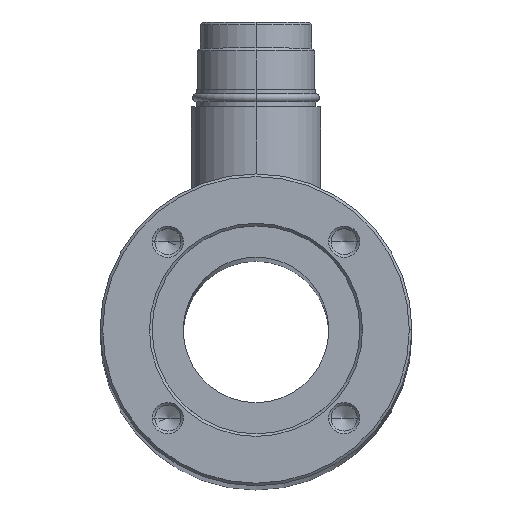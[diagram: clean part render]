
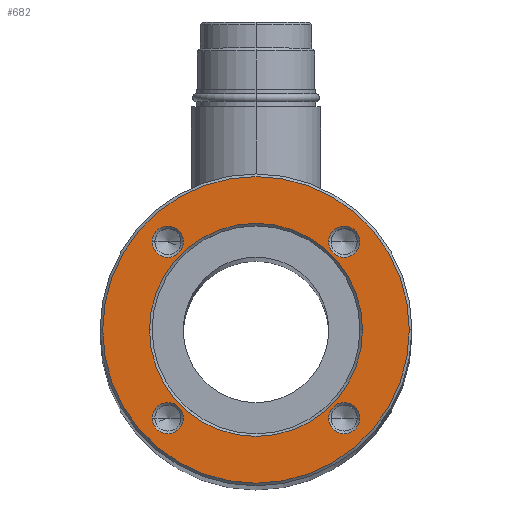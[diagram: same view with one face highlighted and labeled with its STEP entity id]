
A CAD part, top view. The second image highlights one B-rep face of the part: STEP entity #682.
In plain terms, the highlighted planar face has unit normal (0, 0, 1).
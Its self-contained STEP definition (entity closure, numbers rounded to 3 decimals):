
#202 = VERTEX_POINT ( 'NONE', #1435 ) ;
#207 = VERTEX_POINT ( 'NONE', #1321 ) ;
#222 = VERTEX_POINT ( 'NONE', #1653 ) ;
#226 = EDGE_CURVE ( 'NONE', #202, #222, #1614, .T. ) ;
#256 = VERTEX_POINT ( 'NONE', #1615 ) ;
#264 = VERTEX_POINT ( 'NONE', #1565 ) ;
#310 = ORIENTED_EDGE ( 'NONE', *, *, #311, .T. ) ;
#311 = EDGE_CURVE ( 'NONE', #349, #412, #1751, .T. ) ;
#312 = EDGE_LOOP ( 'NONE', ( #313, #314 ) ) ;
#313 = ORIENTED_EDGE ( 'NONE', *, *, #393, .T. ) ;
#314 = ORIENTED_EDGE ( 'NONE', *, *, #315, .T. ) ;
#315 = EDGE_CURVE ( 'NONE', #356, #409, #1896, .T. ) ;
#316 = EDGE_LOOP ( 'NONE', ( #667, #668 ) ) ;
#349 = VERTEX_POINT ( 'NONE', #1695 ) ;
#356 = VERTEX_POINT ( 'NONE', #1707 ) ;
#363 = EDGE_CURVE ( 'NONE', #364, #256, #1666, .T. ) ;
#364 = VERTEX_POINT ( 'NONE', #1715 ) ;
#378 = EDGE_CURVE ( 'NONE', #379, #264, #1685, .T. ) ;
#379 = VERTEX_POINT ( 'NONE', #1680 ) ;
#393 = EDGE_CURVE ( 'NONE', #409, #356, #1836, .T. ) ;
#401 = EDGE_CURVE ( 'NONE', #207, #402, #1811, .T. ) ;
#402 = VERTEX_POINT ( 'NONE', #1887 ) ;
#409 = VERTEX_POINT ( 'NONE', #1875 ) ;
#411 = EDGE_CURVE ( 'NONE', #412, #349, #1874, .T. ) ;
#412 = VERTEX_POINT ( 'NONE', #1869 ) ;
#503 = EDGE_LOOP ( 'NONE', ( #504, #310 ) ) ;
#504 = ORIENTED_EDGE ( 'NONE', *, *, #411, .T. ) ;
#562 = EDGE_LOOP ( 'NONE', ( #563, #565 ) ) ;
#563 = ORIENTED_EDGE ( 'NONE', *, *, #564, .T. ) ;
#564 = EDGE_CURVE ( 'NONE', #222, #202, #2196, .T. ) ;
#565 = ORIENTED_EDGE ( 'NONE', *, *, #226, .T. ) ;
#566 = EDGE_LOOP ( 'NONE', ( #567, #568 ) ) ;
#567 = ORIENTED_EDGE ( 'NONE', *, *, #401, .T. ) ;
#568 = ORIENTED_EDGE ( 'NONE', *, *, #569, .T. ) ;
#569 = EDGE_CURVE ( 'NONE', #402, #207, #2239, .T. ) ;
#667 = ORIENTED_EDGE ( 'NONE', *, *, #363, .T. ) ;
#668 = ORIENTED_EDGE ( 'NONE', *, *, #669, .T. ) ;
#669 = EDGE_CURVE ( 'NONE', #256, #364, #2333, .T. ) ;
#670 = EDGE_LOOP ( 'NONE', ( #671, #672 ) ) ;
#671 = ORIENTED_EDGE ( 'NONE', *, *, #378, .T. ) ;
#672 = ORIENTED_EDGE ( 'NONE', *, *, #673, .T. ) ;
#673 = EDGE_CURVE ( 'NONE', #264, #379, #2330, .T. ) ;
#682 = ADVANCED_FACE ( 'NONE', ( #2392, #2391, #2390, #2389, #2388, #2387 ), #2404, .T. ) ;
#1321 = CARTESIAN_POINT ( 'NONE',  ( 20.5, 0., 0. ) ) ;
#1435 = CARTESIAN_POINT ( 'NONE',  ( 29.5, 0., 0. ) ) ;
#1510 = DIRECTION ( 'NONE',  ( 1., 0., 0. ) ) ;
#1565 = CARTESIAN_POINT ( 'NONE',  ( 13.971, -16.971, 0. ) ) ;
#1612 = DIRECTION ( 'NONE',  ( 0., 0., 1. ) ) ;
#1613 = AXIS2_PLACEMENT_3D ( 'NONE', #1646, #1612, #1510 ) ;
#1614 = CIRCLE ( 'NONE', #1613, 29.5 ) ;
#1615 = CARTESIAN_POINT ( 'NONE',  ( -19.971, -16.971, 0. ) ) ;
#1646 = CARTESIAN_POINT ( 'NONE',  ( 0., 0., 0. ) ) ;
#1653 = CARTESIAN_POINT ( 'NONE',  ( -29.5, 0., 0. ) ) ;
#1662 = DIRECTION ( 'NONE',  ( 1., 0., 0. ) ) ;
#1663 = DIRECTION ( 'NONE',  ( 0., 0., -1. ) ) ;
#1664 = CARTESIAN_POINT ( 'NONE',  ( -16.971, -16.971, 0. ) ) ;
#1665 = AXIS2_PLACEMENT_3D ( 'NONE', #1664, #1663, #1662 ) ;
#1666 = CIRCLE ( 'NONE', #1665, 3. ) ;
#1680 = CARTESIAN_POINT ( 'NONE',  ( 19.971, -16.971, 0. ) ) ;
#1681 = DIRECTION ( 'NONE',  ( 1., 0., 0. ) ) ;
#1682 = DIRECTION ( 'NONE',  ( 0., 0., -1. ) ) ;
#1683 = CARTESIAN_POINT ( 'NONE',  ( 16.971, -16.971, 0. ) ) ;
#1684 = AXIS2_PLACEMENT_3D ( 'NONE', #1683, #1682, #1681 ) ;
#1685 = CIRCLE ( 'NONE', #1684, 3. ) ;
#1695 = CARTESIAN_POINT ( 'NONE',  ( 13.971, 16.971, 0. ) ) ;
#1707 = CARTESIAN_POINT ( 'NONE',  ( -19.971, 16.971, 0. ) ) ;
#1715 = CARTESIAN_POINT ( 'NONE',  ( -13.971, -16.971, 0. ) ) ;
#1748 = DIRECTION ( 'NONE',  ( 0., 0., -1. ) ) ;
#1749 = CARTESIAN_POINT ( 'NONE',  ( 16.971, 16.971, 0. ) ) ;
#1750 = AXIS2_PLACEMENT_3D ( 'NONE', #1749, #1748, #1759 ) ;
#1751 = CIRCLE ( 'NONE', #1750, 3. ) ;
#1759 = DIRECTION ( 'NONE',  ( 1., 0., 0. ) ) ;
#1809 = CARTESIAN_POINT ( 'NONE',  ( 0., 0., 0. ) ) ;
#1810 = AXIS2_PLACEMENT_3D ( 'NONE', #1809, #1889, #1888 ) ;
#1811 = CIRCLE ( 'NONE', #1810, 20.5 ) ;
#1832 = DIRECTION ( 'NONE',  ( 1., 0., 0. ) ) ;
#1833 = DIRECTION ( 'NONE',  ( 0., 0., -1. ) ) ;
#1834 = CARTESIAN_POINT ( 'NONE',  ( -16.971, 16.971, 0. ) ) ;
#1835 = AXIS2_PLACEMENT_3D ( 'NONE', #1834, #1833, #1832 ) ;
#1836 = CIRCLE ( 'NONE', #1835, 3. ) ;
#1869 = CARTESIAN_POINT ( 'NONE',  ( 19.971, 16.971, 0. ) ) ;
#1870 = DIRECTION ( 'NONE',  ( 1., 0., 0. ) ) ;
#1871 = DIRECTION ( 'NONE',  ( 0., 0., -1. ) ) ;
#1872 = CARTESIAN_POINT ( 'NONE',  ( 16.971, 16.971, 0. ) ) ;
#1873 = AXIS2_PLACEMENT_3D ( 'NONE', #1872, #1871, #1870 ) ;
#1874 = CIRCLE ( 'NONE', #1873, 3. ) ;
#1875 = CARTESIAN_POINT ( 'NONE',  ( -13.971, 16.971, 0. ) ) ;
#1887 = CARTESIAN_POINT ( 'NONE',  ( -20.5, 0., 0. ) ) ;
#1888 = DIRECTION ( 'NONE',  ( 1., 0., 0. ) ) ;
#1889 = DIRECTION ( 'NONE',  ( 0., 0., -1. ) ) ;
#1892 = DIRECTION ( 'NONE',  ( 1., 0., 0. ) ) ;
#1893 = DIRECTION ( 'NONE',  ( 0., 0., -1. ) ) ;
#1894 = CARTESIAN_POINT ( 'NONE',  ( -16.971, 16.971, 0. ) ) ;
#1895 = AXIS2_PLACEMENT_3D ( 'NONE', #1894, #1893, #1892 ) ;
#1896 = CIRCLE ( 'NONE', #1895, 3. ) ;
#2166 = DIRECTION ( 'NONE',  ( 1., 0., 0. ) ) ;
#2167 = DIRECTION ( 'NONE',  ( 0., 0., -1. ) ) ;
#2168 = CARTESIAN_POINT ( 'NONE',  ( 0., 0., 0. ) ) ;
#2169 = AXIS2_PLACEMENT_3D ( 'NONE', #2168, #2167, #2166 ) ;
#2193 = DIRECTION ( 'NONE',  ( 1., 0., 0. ) ) ;
#2194 = DIRECTION ( 'NONE',  ( 0., 0., 1. ) ) ;
#2195 = AXIS2_PLACEMENT_3D ( 'NONE', #2215, #2194, #2193 ) ;
#2196 = CIRCLE ( 'NONE', #2195, 29.5 ) ;
#2215 = CARTESIAN_POINT ( 'NONE',  ( 0., 0., 0. ) ) ;
#2239 = CIRCLE ( 'NONE', #2169, 20.5 ) ;
#2301 = DIRECTION ( 'NONE',  ( 0., 0., 1. ) ) ;
#2302 = CARTESIAN_POINT ( 'NONE',  ( 0., 0., 0. ) ) ;
#2303 = AXIS2_PLACEMENT_3D ( 'NONE', #2302, #2301, #2407 ) ;
#2330 = CIRCLE ( 'NONE', #2331, 3. ) ;
#2331 = AXIS2_PLACEMENT_3D ( 'NONE', #2472, #2471, #2470 ) ;
#2332 = AXIS2_PLACEMENT_3D ( 'NONE', #2462, #2461, #2460 ) ;
#2333 = CIRCLE ( 'NONE', #2332, 3. ) ;
#2387 = FACE_BOUND ( 'NONE', #670, .T. ) ;
#2388 = FACE_BOUND ( 'NONE', #316, .T. ) ;
#2389 = FACE_BOUND ( 'NONE', #312, .T. ) ;
#2390 = FACE_BOUND ( 'NONE', #503, .T. ) ;
#2391 = FACE_BOUND ( 'NONE', #566, .T. ) ;
#2392 = FACE_OUTER_BOUND ( 'NONE', #562, .T. ) ;
#2404 = PLANE ( 'NONE',  #2303 ) ;
#2407 = DIRECTION ( 'NONE',  ( 1., 0., 0. ) ) ;
#2460 = DIRECTION ( 'NONE',  ( 1., 0., 0. ) ) ;
#2461 = DIRECTION ( 'NONE',  ( 0., 0., -1. ) ) ;
#2462 = CARTESIAN_POINT ( 'NONE',  ( -16.971, -16.971, 0. ) ) ;
#2470 = DIRECTION ( 'NONE',  ( 1., 0., 0. ) ) ;
#2471 = DIRECTION ( 'NONE',  ( 0., 0., -1. ) ) ;
#2472 = CARTESIAN_POINT ( 'NONE',  ( 16.971, -16.971, 0. ) ) ;
